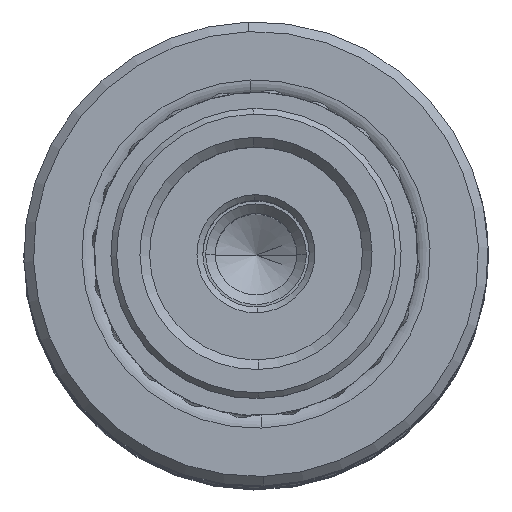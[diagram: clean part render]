
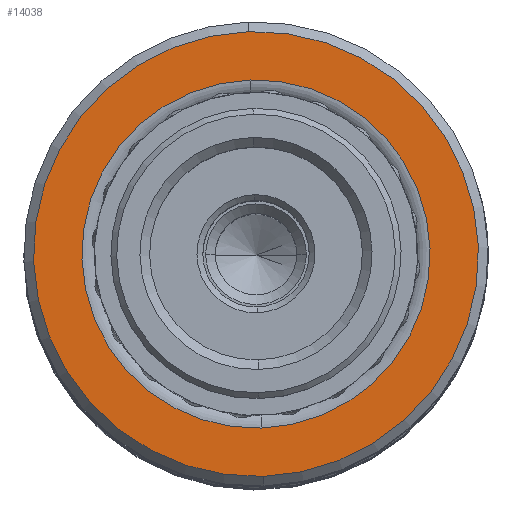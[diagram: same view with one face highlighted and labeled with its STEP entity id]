
A CAD part, top view. The second image highlights one B-rep face of the part: STEP entity #14038.
In plain terms, the highlighted face is planar.
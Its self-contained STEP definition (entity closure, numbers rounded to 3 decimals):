
#90 = AXIS2_PLACEMENT_3D ( 'NONE', #22878, #9752, #28168 ) ;
#348 = CARTESIAN_POINT ( 'NONE',  ( 0., 0., 0. ) ) ;
#692 = EDGE_CURVE ( 'NONE', #3321, #7172, #4999, .T. ) ;
#1887 = DIRECTION ( 'NONE',  ( 0., 0., 1. ) ) ;
#3002 = DIRECTION ( 'NONE',  ( 1., 0., 0. ) ) ;
#3121 = ORIENTED_EDGE ( 'NONE', *, *, #25630, .T. ) ;
#3321 = VERTEX_POINT ( 'NONE', #31823 ) ;
#4999 = CIRCLE ( 'NONE', #28642, 9. ) ;
#6083 = CARTESIAN_POINT ( 'NONE',  ( -11.5, 0., 0. ) ) ;
#6322 = CIRCLE ( 'NONE', #22560, 11.5 ) ;
#7172 = VERTEX_POINT ( 'NONE', #8903 ) ;
#8086 = ORIENTED_EDGE ( 'NONE', *, *, #692, .T. ) ;
#8666 = EDGE_CURVE ( 'NONE', #10165, #17643, #6322, .T. ) ;
#8693 = AXIS2_PLACEMENT_3D ( 'NONE', #348, #18784, #3002 ) ;
#8903 = CARTESIAN_POINT ( 'NONE',  ( -9., 0., 0. ) ) ;
#9662 = CARTESIAN_POINT ( 'NONE',  ( 0., 0., 0. ) ) ;
#9752 = DIRECTION ( 'NONE',  ( 0., 0., 1. ) ) ;
#10165 = VERTEX_POINT ( 'NONE', #15379 ) ;
#11292 = EDGE_CURVE ( 'NONE', #17643, #10165, #31417, .T. ) ;
#11980 = FACE_OUTER_BOUND ( 'NONE', #13937, .T. ) ;
#12310 = DIRECTION ( 'NONE',  ( 1., 0., 0. ) ) ;
#13937 = EDGE_LOOP ( 'NONE', ( #32052, #32507 ) ) ;
#14038 = ADVANCED_FACE ( 'NONE', ( #18991, #11980 ), #30709, .F. ) ;
#15379 = CARTESIAN_POINT ( 'NONE',  ( 11.5, 0., 0. ) ) ;
#16916 = AXIS2_PLACEMENT_3D ( 'NONE', #17681, #1887, #20330 ) ;
#17138 = DIRECTION ( 'NONE',  ( 1., 0., 0. ) ) ;
#17643 = VERTEX_POINT ( 'NONE', #6083 ) ;
#17681 = CARTESIAN_POINT ( 'NONE',  ( 0., 0., 0. ) ) ;
#18280 = CIRCLE ( 'NONE', #16916, 9. ) ;
#18784 = DIRECTION ( 'NONE',  ( 0., 0., -1. ) ) ;
#18991 = FACE_BOUND ( 'NONE', #24942, .T. ) ;
#20330 = DIRECTION ( 'NONE',  ( 1., 0., 0. ) ) ;
#22076 = CARTESIAN_POINT ( 'NONE',  ( 0., 0., 0. ) ) ;
#22560 = AXIS2_PLACEMENT_3D ( 'NONE', #9662, #28080, #12310 ) ;
#22878 = CARTESIAN_POINT ( 'NONE',  ( 0., 0., 0. ) ) ;
#24942 = EDGE_LOOP ( 'NONE', ( #8086, #3121 ) ) ;
#24954 = DIRECTION ( 'NONE',  ( 0., 0., 1. ) ) ;
#25630 = EDGE_CURVE ( 'NONE', #7172, #3321, #18280, .T. ) ;
#28080 = DIRECTION ( 'NONE',  ( 0., 0., -1. ) ) ;
#28168 = DIRECTION ( 'NONE',  ( 1., 0., 0. ) ) ;
#28642 = AXIS2_PLACEMENT_3D ( 'NONE', #22076, #24954, #17138 ) ;
#30709 = PLANE ( 'NONE',  #90 ) ;
#31417 = CIRCLE ( 'NONE', #8693, 11.5 ) ;
#31823 = CARTESIAN_POINT ( 'NONE',  ( 9., 0., 0. ) ) ;
#32052 = ORIENTED_EDGE ( 'NONE', *, *, #8666, .T. ) ;
#32507 = ORIENTED_EDGE ( 'NONE', *, *, #11292, .T. ) ;
